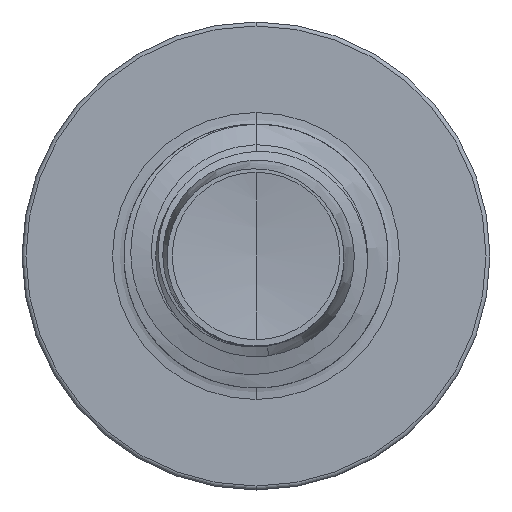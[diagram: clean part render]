
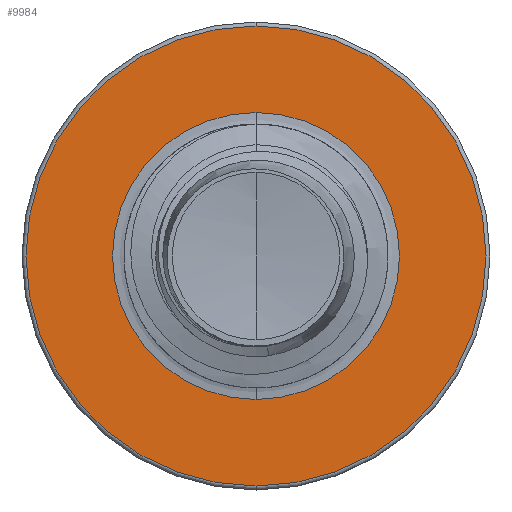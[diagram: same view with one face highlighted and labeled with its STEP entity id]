
A CAD part, front view. The second image highlights one B-rep face of the part: STEP entity #9984.
In plain terms, the highlighted planar face has unit normal (0, -1, 0).
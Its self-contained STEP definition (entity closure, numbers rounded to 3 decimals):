
#71 = ORIENTED_EDGE ( 'NONE', *, *, #21624, .F. ) ;
#927 = VERTEX_POINT ( 'NONE', #15987 ) ;
#2432 = DIRECTION ( 'NONE',  ( 0., 0., 1. ) ) ;
#3072 = EDGE_CURVE ( 'NONE', #16233, #927, #23792, .T. ) ;
#3364 = DIRECTION ( 'NONE',  ( 0., 0., 1. ) ) ;
#3392 = DIRECTION ( 'NONE',  ( 0., 1., 0. ) ) ;
#3436 = CARTESIAN_POINT ( 'NONE',  ( 0., 12.5, 0. ) ) ;
#3768 = DIRECTION ( 'NONE',  ( 0., 1., 0. ) ) ;
#3772 = CARTESIAN_POINT ( 'NONE',  ( 0., 12.5, 0. ) ) ;
#5431 = EDGE_LOOP ( 'NONE', ( #15550, #22939 ) ) ;
#5557 = DIRECTION ( 'NONE',  ( 0., 0., 1. ) ) ;
#7059 = EDGE_CURVE ( 'NONE', #7830, #18014, #9303, .T. ) ;
#7088 = DIRECTION ( 'NONE',  ( 0., 1., 0. ) ) ;
#7830 = VERTEX_POINT ( 'NONE', #26877 ) ;
#8328 = FACE_BOUND ( 'NONE', #5431, .T. ) ;
#9303 = CIRCLE ( 'NONE', #32083, 1.196 ) ;
#9984 = ADVANCED_FACE ( 'NONE', ( #23307, #8328 ), #21097, .F. ) ;
#10459 = CARTESIAN_POINT ( 'NONE',  ( 0., 12.5, 0. ) ) ;
#12053 = AXIS2_PLACEMENT_3D ( 'NONE', #10459, #29583, #13354 ) ;
#13354 = DIRECTION ( 'NONE',  ( 0., 0., 1. ) ) ;
#15550 = ORIENTED_EDGE ( 'NONE', *, *, #7059, .T. ) ;
#15987 = CARTESIAN_POINT ( 'NONE',  ( 0., 12.5, -1.917 ) ) ;
#16233 = VERTEX_POINT ( 'NONE', #25037 ) ;
#16883 = AXIS2_PLACEMENT_3D ( 'NONE', #34448, #7088, #26589 ) ;
#18014 = VERTEX_POINT ( 'NONE', #29568 ) ;
#18171 = EDGE_LOOP ( 'NONE', ( #29029, #71 ) ) ;
#19753 = DIRECTION ( 'NONE',  ( 0., 1., 0. ) ) ;
#21088 = CIRCLE ( 'NONE', #12053, 1.196 ) ;
#21097 = PLANE ( 'NONE',  #16883 ) ;
#21624 = EDGE_CURVE ( 'NONE', #927, #16233, #29738, .T. ) ;
#22939 = ORIENTED_EDGE ( 'NONE', *, *, #35187, .T. ) ;
#23307 = FACE_OUTER_BOUND ( 'NONE', #18171, .T. ) ;
#23792 = CIRCLE ( 'NONE', #25908, 1.917 ) ;
#25037 = CARTESIAN_POINT ( 'NONE',  ( 0., 12.5, 1.917 ) ) ;
#25908 = AXIS2_PLACEMENT_3D ( 'NONE', #3772, #3768, #5557 ) ;
#26589 = DIRECTION ( 'NONE',  ( 0., 0., 1. ) ) ;
#26877 = CARTESIAN_POINT ( 'NONE',  ( 0., 12.5, 1.196 ) ) ;
#29029 = ORIENTED_EDGE ( 'NONE', *, *, #3072, .F. ) ;
#29568 = CARTESIAN_POINT ( 'NONE',  ( 0., 12.5, -1.196 ) ) ;
#29583 = DIRECTION ( 'NONE',  ( 0., 1., 0. ) ) ;
#29738 = CIRCLE ( 'NONE', #35329, 1.917 ) ;
#32083 = AXIS2_PLACEMENT_3D ( 'NONE', #3436, #3392, #3364 ) ;
#34448 = CARTESIAN_POINT ( 'NONE',  ( 0., 12.5, -1.196 ) ) ;
#35187 = EDGE_CURVE ( 'NONE', #18014, #7830, #21088, .T. ) ;
#35329 = AXIS2_PLACEMENT_3D ( 'NONE', #35636, #19753, #2432 ) ;
#35636 = CARTESIAN_POINT ( 'NONE',  ( 0., 12.5, 0. ) ) ;
